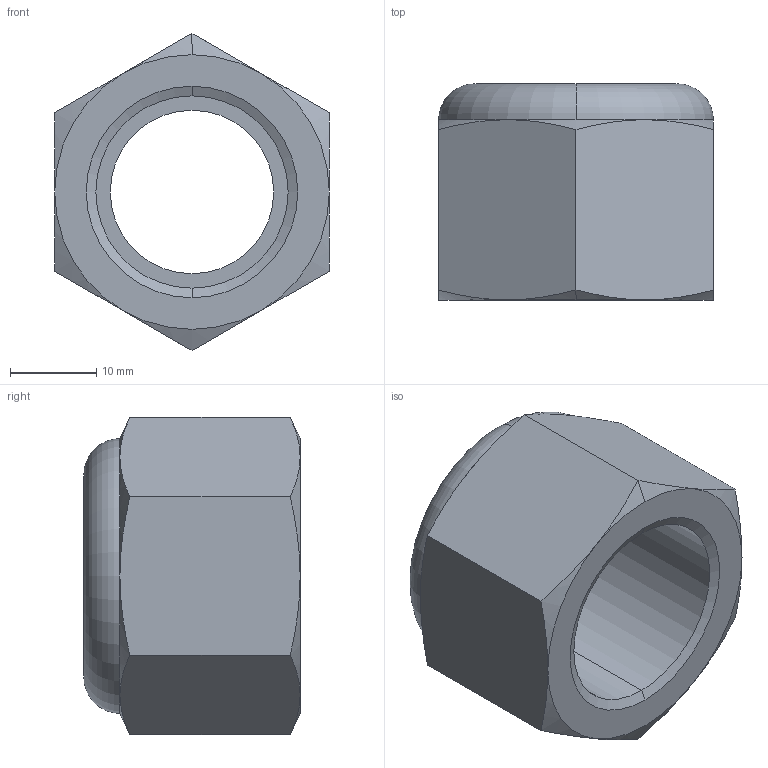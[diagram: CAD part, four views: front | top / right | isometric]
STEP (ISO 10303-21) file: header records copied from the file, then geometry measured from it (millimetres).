
FILE_DESCRIPTION (( 'STEP AP203' ), '1' );
FILE_NAME ('90630A114_NO THREADS_High-Strength Steel Nylon-Insert Locknut.STEP', '2023-07-10T13:48:57', ( 'Administrator' ), ( 'Managed by Terraform' ), 'SwSTEP 2.0', 'SolidWorks 2017', '' );
FILE_SCHEMA (( 'CONFIG_CONTROL_DESIGN' ));
Length unit declared in the file: inch
Products named in the file (1): 90630A114_NO THREADS_High-Strength Steel Nylon-Insert Locknut
Bounding box: 31.75 x 25 x 36.66 mm (x, y, z)
Volume: 11682.6 mm3; surface area: 7241.5 mm2
Topology: 2 solids, 2 shells, 42 faces, 89 edges, 53 vertices
Faces by surface type: cone 18, plane 12, torus 6, cylinder 6
Entity records: 1309 total; most frequent: CARTESIAN_POINT 329, DIRECTION 198, ORIENTED_EDGE 178, AXIS2_PLACEMENT_3D 90, EDGE_CURVE 89, VERTEX_POINT 53, EDGE_LOOP 48, CIRCLE 47
